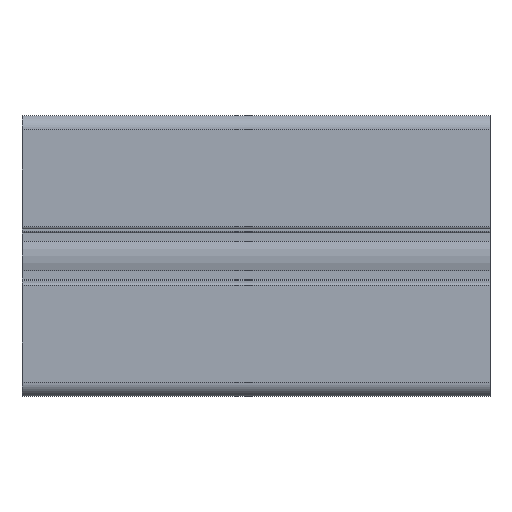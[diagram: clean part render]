
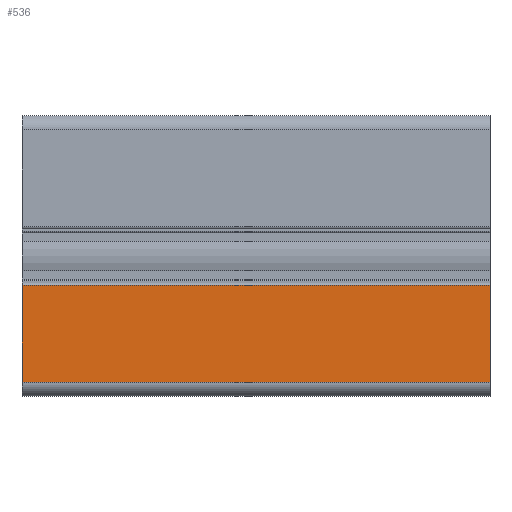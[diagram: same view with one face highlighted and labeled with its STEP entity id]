
A CAD part, left-side view. The second image highlights one B-rep face of the part: STEP entity #536.
In plain terms, the highlighted planar face has unit normal (-1, 0, 0).
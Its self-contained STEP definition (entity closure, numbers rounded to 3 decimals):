
#536 = ADVANCED_FACE( '', ( #1137 ), #1138, .T. );
#1137 = FACE_OUTER_BOUND( '', #1800, .T. );
#1138 = PLANE( '', #1801 );
#1800 = EDGE_LOOP( '', ( #3403, #3404, #3405, #3406 ) );
#1801 = AXIS2_PLACEMENT_3D( '', #3407, #3408, #3409 );
#3403 = ORIENTED_EDGE( '', *, *, #4829, .F. );
#3404 = ORIENTED_EDGE( '', *, *, #4830, .F. );
#3405 = ORIENTED_EDGE( '', *, *, #4609, .T. );
#3406 = ORIENTED_EDGE( '', *, *, #4157, .T. );
#3407 = CARTESIAN_POINT( '', ( -22.5, 100., -27. ) );
#3408 = DIRECTION( '', ( -1., 0., 0. ) );
#3409 = DIRECTION( '', ( 0., 0., 1. ) );
#4157 = EDGE_CURVE( '', #5029, #5026, #5030, .T. );
#4609 = EDGE_CURVE( '', #5786, #5029, #5787, .T. );
#4829 = EDGE_CURVE( '', #6080, #5026, #6081, .T. );
#4830 = EDGE_CURVE( '', #5786, #6080, #6082, .T. );
#5026 = VERTEX_POINT( '', #6316 );
#5029 = VERTEX_POINT( '', #6319 );
#5030 = LINE( '', #6320, #6321 );
#5786 = VERTEX_POINT( '', #7314 );
#5787 = LINE( '', #7315, #7316 );
#6080 = VERTEX_POINT( '', #7723 );
#6081 = LINE( '', #7724, #7725 );
#6082 = LINE( '', #7726, #7727 );
#6316 = CARTESIAN_POINT( '', ( -22.5, 0., -27. ) );
#6319 = CARTESIAN_POINT( '', ( -22.5, 100., -27. ) );
#6320 = CARTESIAN_POINT( '', ( -22.5, 100., -27. ) );
#6321 = VECTOR( '', #7979, 1000. );
#7314 = CARTESIAN_POINT( '', ( -22.5, 100., -6.3 ) );
#7315 = CARTESIAN_POINT( '', ( -22.5, 100., -27. ) );
#7316 = VECTOR( '', #8631, 1000. );
#7723 = CARTESIAN_POINT( '', ( -22.5, 0., -6.3 ) );
#7724 = CARTESIAN_POINT( '', ( -22.5, 0., -27. ) );
#7725 = VECTOR( '', #8857, 1000. );
#7726 = CARTESIAN_POINT( '', ( -22.5, 100., -6.3 ) );
#7727 = VECTOR( '', #8858, 1000. );
#7979 = DIRECTION( '', ( 0., -1., 0. ) );
#8631 = DIRECTION( '', ( 0., 0., -1. ) );
#8857 = DIRECTION( '', ( 0., 0., -1. ) );
#8858 = DIRECTION( '', ( 0., -1., 0. ) );
